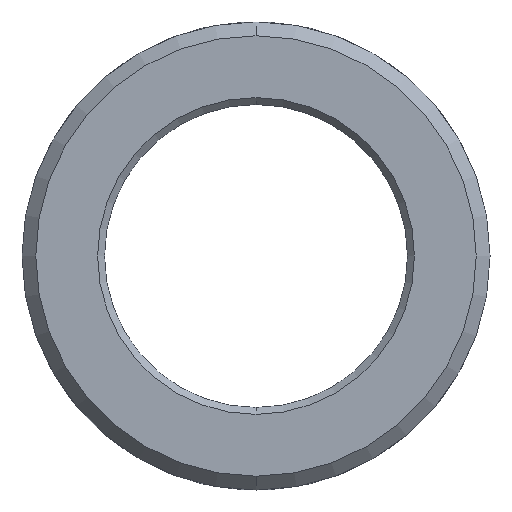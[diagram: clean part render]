
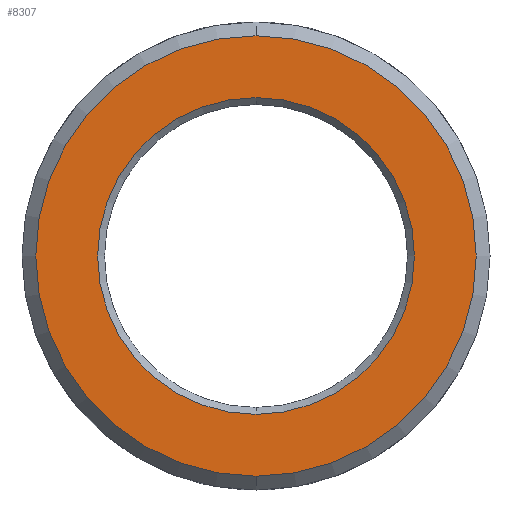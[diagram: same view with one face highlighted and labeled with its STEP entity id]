
A CAD part, front view. The second image highlights one B-rep face of the part: STEP entity #8307.
In plain terms, the highlighted planar face has unit normal (0, -1, 0).
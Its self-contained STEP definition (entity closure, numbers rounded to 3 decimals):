
#240 = DIRECTION ( 'NONE',  ( 0., 0., 1. ) ) ;
#397 = AXIS2_PLACEMENT_3D ( 'NONE', #9942, #12217, #8858 ) ;
#444 = CIRCLE ( 'NONE', #13138, 6.395 ) ;
#896 = CIRCLE ( 'NONE', #9927, 6.395 ) ;
#1110 = AXIS2_PLACEMENT_3D ( 'NONE', #8562, #10710, #240 ) ;
#1693 = VERTEX_POINT ( 'NONE', #7987 ) ;
#1759 = ORIENTED_EDGE ( 'NONE', *, *, #7142, .T. ) ;
#2112 = VERTEX_POINT ( 'NONE', #14266 ) ;
#3007 = CARTESIAN_POINT ( 'NONE',  ( 0., 0., -6.395 ) ) ;
#3450 = DIRECTION ( 'NONE',  ( 0., 1., 0. ) ) ;
#4013 = DIRECTION ( 'NONE',  ( 0., -1., 0. ) ) ;
#4314 = DIRECTION ( 'NONE',  ( 0., 0., 1. ) ) ;
#4910 = ORIENTED_EDGE ( 'NONE', *, *, #14815, .T. ) ;
#6450 = EDGE_CURVE ( 'NONE', #2112, #1693, #14332, .T. ) ;
#6539 = EDGE_CURVE ( 'NONE', #1693, #2112, #11615, .T. ) ;
#7142 = EDGE_CURVE ( 'NONE', #12101, #9247, #444, .T. ) ;
#7234 = CARTESIAN_POINT ( 'NONE',  ( 0., 0., 6.395 ) ) ;
#7966 = CARTESIAN_POINT ( 'NONE',  ( 0., 0., 0. ) ) ;
#7987 = CARTESIAN_POINT ( 'NONE',  ( 0., 0., -4.6 ) ) ;
#8307 = ADVANCED_FACE ( 'NONE', ( #14866, #13939 ), #11546, .F. ) ;
#8529 = AXIS2_PLACEMENT_3D ( 'NONE', #12471, #3450, #9181 ) ;
#8562 = CARTESIAN_POINT ( 'NONE',  ( 0., 0., 0. ) ) ;
#8858 = DIRECTION ( 'NONE',  ( 0., 0., 1. ) ) ;
#9181 = DIRECTION ( 'NONE',  ( 1., 0., 0. ) ) ;
#9247 = VERTEX_POINT ( 'NONE', #3007 ) ;
#9927 = AXIS2_PLACEMENT_3D ( 'NONE', #10964, #4013, #14656 ) ;
#9942 = CARTESIAN_POINT ( 'NONE',  ( 0., 0., 0. ) ) ;
#10121 = DIRECTION ( 'NONE',  ( 0., -1., 0. ) ) ;
#10673 = ORIENTED_EDGE ( 'NONE', *, *, #6539, .T. ) ;
#10710 = DIRECTION ( 'NONE',  ( 0., 1., 0. ) ) ;
#10964 = CARTESIAN_POINT ( 'NONE',  ( 0., 0., 0. ) ) ;
#11546 = PLANE ( 'NONE',  #8529 ) ;
#11615 = CIRCLE ( 'NONE', #397, 4.6 ) ;
#12101 = VERTEX_POINT ( 'NONE', #7234 ) ;
#12217 = DIRECTION ( 'NONE',  ( 0., 1., 0. ) ) ;
#12471 = CARTESIAN_POINT ( 'NONE',  ( 0., 0., 0. ) ) ;
#13138 = AXIS2_PLACEMENT_3D ( 'NONE', #7966, #10121, #4314 ) ;
#13188 = EDGE_LOOP ( 'NONE', ( #10673, #13894 ) ) ;
#13705 = EDGE_LOOP ( 'NONE', ( #1759, #4910 ) ) ;
#13894 = ORIENTED_EDGE ( 'NONE', *, *, #6450, .T. ) ;
#13939 = FACE_OUTER_BOUND ( 'NONE', #13705, .T. ) ;
#14266 = CARTESIAN_POINT ( 'NONE',  ( 0., 0., 4.6 ) ) ;
#14332 = CIRCLE ( 'NONE', #1110, 4.6 ) ;
#14656 = DIRECTION ( 'NONE',  ( 0., 0., 1. ) ) ;
#14815 = EDGE_CURVE ( 'NONE', #9247, #12101, #896, .T. ) ;
#14866 = FACE_BOUND ( 'NONE', #13188, .T. ) ;
